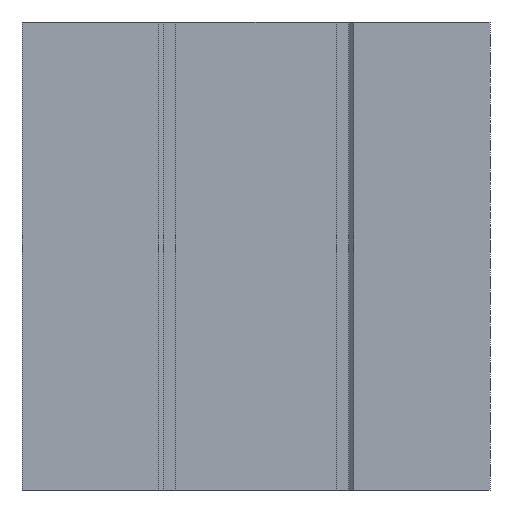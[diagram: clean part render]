
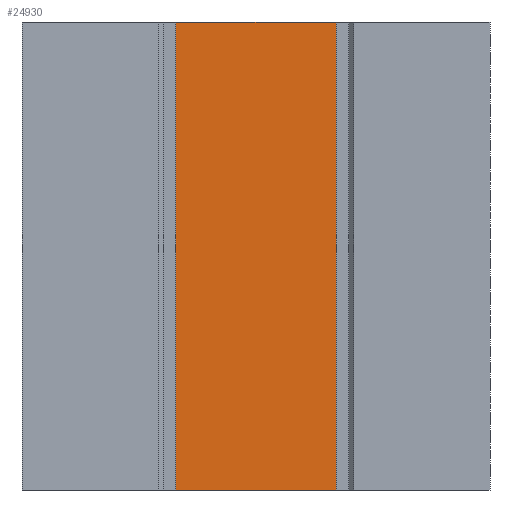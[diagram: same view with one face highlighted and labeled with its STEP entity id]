
A CAD part, front view. The second image highlights one B-rep face of the part: STEP entity #24930.
In plain terms, the highlighted planar face has unit normal (0, -1, 0).
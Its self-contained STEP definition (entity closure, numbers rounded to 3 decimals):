
#24350=CARTESIAN_POINT('',(-141.4,7.6,45.));
#24360=VERTEX_POINT('',#24350);
#24390=CARTESIAN_POINT('',(-141.4,7.6,0.));
#24400=DIRECTION('',(0.,0.,1.));
#24410=VECTOR('',#24400,1.);
#24420=LINE('',#24390,#24410);
#24430=CARTESIAN_POINT('',(-141.4,7.6,-45.));
#24440=VERTEX_POINT('',#24430);
#24450=EDGE_CURVE('',#24440,#24360,#24420,.T.);
#24630=CARTESIAN_POINT('',(-110.6,7.6,-45.));
#24640=DIRECTION('',(-0.,-1.,-0.));
#24650=DIRECTION('',(-1.,0.,0.));
#24660=AXIS2_PLACEMENT_3D('',#24630,#24640,#24650);
#24670=PLANE('',#24660);
#24680=ORIENTED_EDGE('',*,*,#24450,.F.);
#24690=CARTESIAN_POINT('',(-126.,7.6,45.));
#24700=DIRECTION('',(-1.,0.,0.));
#24710=VECTOR('',#24700,1.);
#24720=LINE('',#24690,#24710);
#24730=CARTESIAN_POINT('',(-110.6,7.6,45.));
#24740=VERTEX_POINT('',#24730);
#24750=EDGE_CURVE('',#24740,#24360,#24720,.T.);
#24760=ORIENTED_EDGE('',*,*,#24750,.T.);
#24770=CARTESIAN_POINT('',(-110.6,7.6,0.));
#24780=DIRECTION('',(0.,0.,1.));
#24790=VECTOR('',#24780,1.);
#24800=LINE('',#24770,#24790);
#24810=CARTESIAN_POINT('',(-110.6,7.6,-45.));
#24820=VERTEX_POINT('',#24810);
#24830=EDGE_CURVE('',#24820,#24740,#24800,.T.);
#24840=ORIENTED_EDGE('',*,*,#24830,.T.);
#24850=CARTESIAN_POINT('',(-126.,7.6,-45.));
#24860=DIRECTION('',(-1.,0.,0.));
#24870=VECTOR('',#24860,1.);
#24880=LINE('',#24850,#24870);
#24890=EDGE_CURVE('',#24820,#24440,#24880,.T.);
#24900=ORIENTED_EDGE('',*,*,#24890,.F.);
#24910=EDGE_LOOP('',(#24900,#24840,#24760,#24680));
#24920=FACE_OUTER_BOUND('',#24910,.T.);
#24930=ADVANCED_FACE('',(#24920),#24670,.T.);
